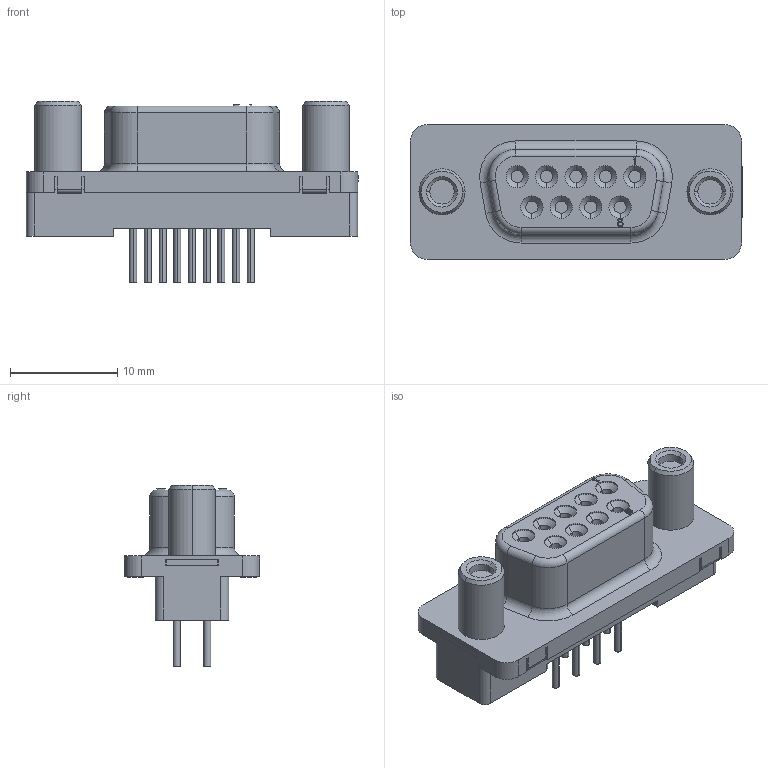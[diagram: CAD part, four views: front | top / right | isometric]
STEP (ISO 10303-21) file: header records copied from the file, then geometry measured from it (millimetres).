
FILE_DESCRIPTION(('STEP AP203'),'1');
FILE_NAME('1-5747150-6.stp','2020-11-19T00:50:13',('TraceParts'),('TraceParts S.A.'),'Spatial InterOp 3D',' ',' ');
FILE_SCHEMA(('CONFIG_CONTROL_DESIGN'));
Length unit declared in the file: millimetre
Products named in the file (1): 1
Bounding box: 30.96 x 12.6 x 16.89 mm (x, y, z)
Volume: 2423 mm3; surface area: 1822 mm2
Topology: 1 solids, 1 shells, 315 faces, 779 edges, 498 vertices
Faces by surface type: plane 173, cylinder 104, cone 26, torus 12
Entity records: 9317 total; most frequent: DIRECTION 1643, CARTESIAN_POINT 1593, ORIENTED_EDGE 1558, EDGE_CURVE 779, AXIS2_PLACEMENT_3D 548, LINE 547, VECTOR 547, VERTEX_POINT 498
